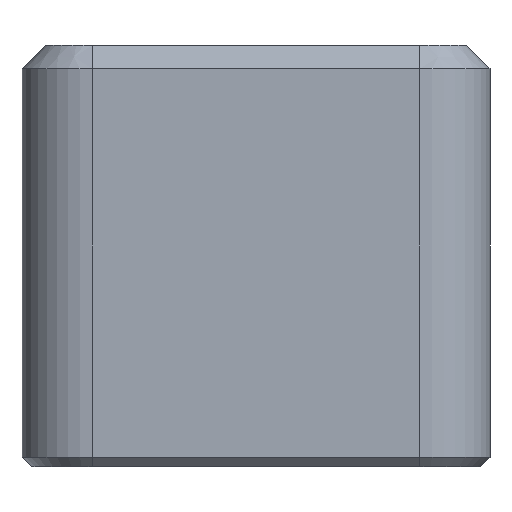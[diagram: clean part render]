
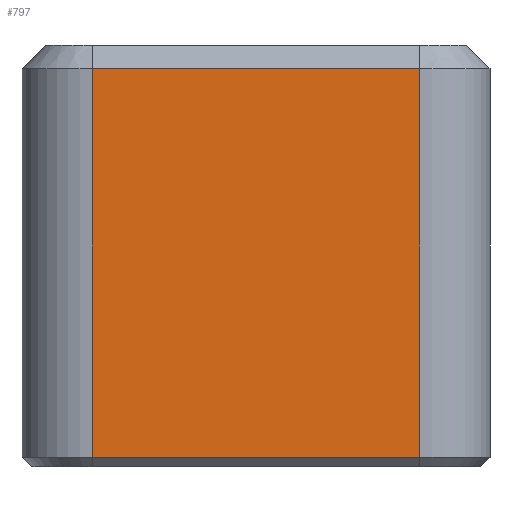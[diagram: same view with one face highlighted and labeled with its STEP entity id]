
A CAD part, left-side view. The second image highlights one B-rep face of the part: STEP entity #797.
In plain terms, the highlighted planar face has unit normal (-1, 0, 0).
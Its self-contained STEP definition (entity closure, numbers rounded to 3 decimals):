
#105=FACE_OUTER_BOUND('',#159,.T.);
#159=EDGE_LOOP('',(#643,#644,#645,#646));
#228=LINE('',#1280,#308);
#235=LINE('',#1301,#315);
#237=LINE('',#1307,#317);
#238=LINE('',#1308,#318);
#308=VECTOR('',#1036,10.);
#315=VECTOR('',#1061,10.);
#317=VECTOR('',#1067,10.);
#318=VECTOR('',#1068,10.);
#383=VERTEX_POINT('',#1274);
#384=VERTEX_POINT('',#1278);
#389=VERTEX_POINT('',#1300);
#391=VERTEX_POINT('',#1306);
#469=EDGE_CURVE('',#383,#384,#228,.T.);
#479=EDGE_CURVE('',#384,#389,#235,.T.);
#482=EDGE_CURVE('',#391,#383,#237,.T.);
#483=EDGE_CURVE('',#389,#391,#238,.T.);
#643=ORIENTED_EDGE('',*,*,#469,.F.);
#644=ORIENTED_EDGE('',*,*,#482,.F.);
#645=ORIENTED_EDGE('',*,*,#483,.F.);
#646=ORIENTED_EDGE('',*,*,#479,.F.);
#758=PLANE('',#880);
#797=ADVANCED_FACE('',(#105),#758,.T.);
#880=AXIS2_PLACEMENT_3D('',#1305,#1065,#1066);
#1036=DIRECTION('',(0.,1.,0.));
#1061=DIRECTION('',(0.,0.,1.));
#1065=DIRECTION('center_axis',(-1.,0.,0.));
#1066=DIRECTION('ref_axis',(0.,-1.,0.));
#1067=DIRECTION('',(0.,0.,-1.));
#1068=DIRECTION('',(0.,-1.,0.));
#1274=CARTESIAN_POINT('',(-20.,-7.,0.4));
#1278=CARTESIAN_POINT('',(-20.,7.,0.4));
#1280=CARTESIAN_POINT('',(-20.,5.,0.4));
#1300=CARTESIAN_POINT('',(-20.,7.,17.));
#1301=CARTESIAN_POINT('',(-20.,7.,0.));
#1305=CARTESIAN_POINT('Origin',(-20.,10.,0.));
#1306=CARTESIAN_POINT('',(-20.,-7.,17.));
#1307=CARTESIAN_POINT('',(-20.,-7.,0.));
#1308=CARTESIAN_POINT('',(-20.,5.,17.));
